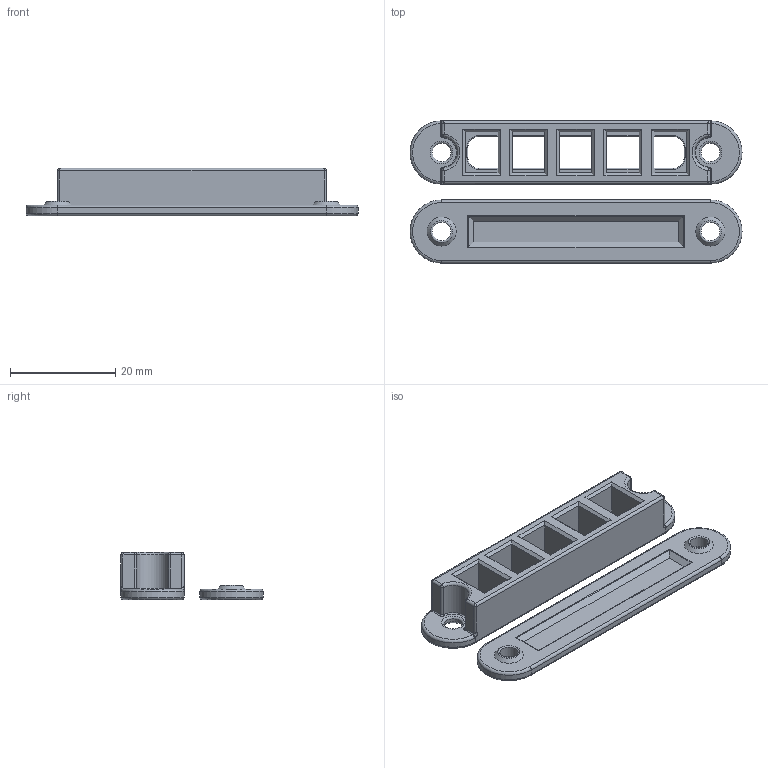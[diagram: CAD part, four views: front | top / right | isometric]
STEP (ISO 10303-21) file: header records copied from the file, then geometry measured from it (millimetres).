
FILE_DESCRIPTION(/* description */ (''),/* implementation_level */ '2;1');
FILE_NAME(/* name */ 'JST-XH Mount 2-2-2-2-2 v2.step',/* time_stamp */ '2022-12-06T14:41:33-06:00',/* author */ (''),/* organization */ (''),/* preprocessor_version */ 'ST-DEVELOPER v19.2',/* originating_system */ 'Autodesk Translation Framework v11.17.0.187',/* authorisation */ '');
FILE_SCHEMA (('AUTOMOTIVE_DESIGN { 1 0 10303 214 3 1 1 }'));
Length unit declared in the file: millimetre
Products named in the file (1): JST-XH Mount 2-2-2-2-2
Bounding box: 63 x 27 x 9 mm (x, y, z)
Volume: 4520.1 mm3; surface area: 5067.1 mm2
Topology: 2 solids, 2 shells, 207 faces, 532 edges, 318 vertices
Faces by surface type: plane 91, cylinder 66, torus 34, bspline 12, cone 4
Full cylindrical faces by diameter (mm): 3.5 x4
Entity records: 6574 total; most frequent: CARTESIAN_POINT 1490, DIRECTION 1076, ORIENTED_EDGE 1048, EDGE_CURVE 524, AXIS2_PLACEMENT_3D 380, VERTEX_POINT 318, LINE 316, VECTOR 316
